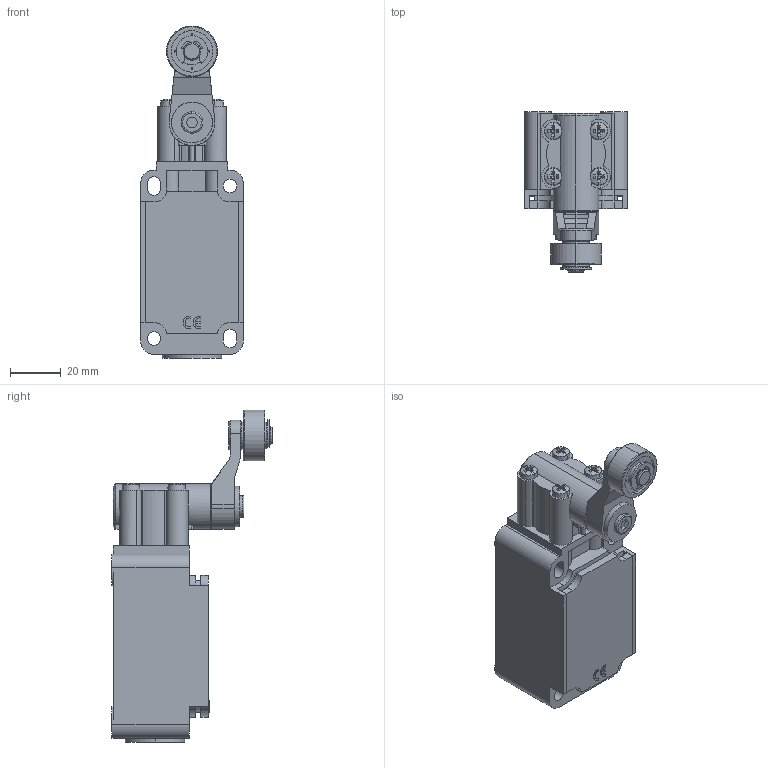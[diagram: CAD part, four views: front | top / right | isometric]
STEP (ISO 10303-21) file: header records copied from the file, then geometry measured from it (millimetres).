
FILE_DESCRIPTION (( 'STEP AP214' ), '1' );
FILE_NAME ('Z4VH-336-02Z.STEP', '2021-01-18T19:02:33', ( '' ), ( '' ), 'SwSTEP 2.0', 'SolidWorks 2019', '' );
FILE_SCHEMA (( 'AUTOMOTIVE_DESIGN' ));
Length unit declared in the file: inch
Products named in the file (1): Z4VH-336-02Z
Bounding box: 40.5 x 63.1 x 130.7 mm (x, y, z)
Volume: 125517.4 mm3; surface area: 25277.2 mm2
Topology: 1 solids, 1 shells, 421 faces, 1070 edges, 679 vertices
Faces by surface type: plane 230, cylinder 151, cone 22, bspline 18
Entity records: 15834 total; most frequent: CARTESIAN_POINT 5904, ORIENTED_EDGE 2140, DIRECTION 1923, EDGE_CURVE 1070, VERTEX_POINT 679, AXIS2_PLACEMENT_3D 653, LINE 617, VECTOR 617
